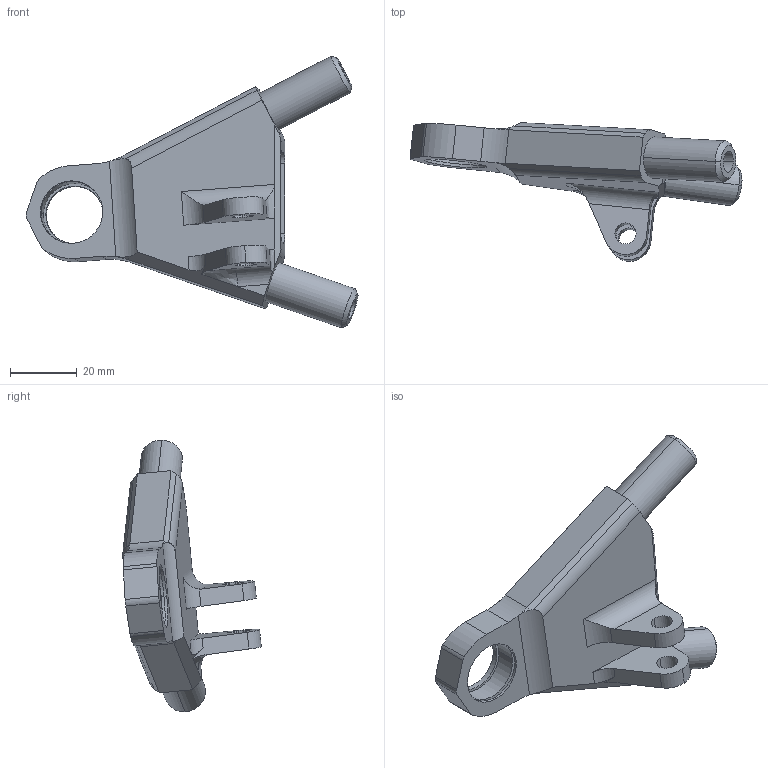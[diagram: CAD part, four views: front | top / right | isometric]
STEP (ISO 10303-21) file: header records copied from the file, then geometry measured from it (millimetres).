
FILE_DESCRIPTION (( 'STEP AP214' ), '1' );
FILE_NAME ('wishbone_end_front_upper_nfr25_STEP.STEP', '2024-12-05T21:37:17', ( '' ), ( '' ), 'SwSTEP 2.0', 'SolidWorks 2024', '' );
FILE_SCHEMA (( 'AUTOMOTIVE_DESIGN' ));
Length unit declared in the file: inch
Products named in the file (1): wishbone_end_front_upper_nfr25_STEP
Bounding box: 99.41 x 41.5 x 81.35 mm (x, y, z)
Volume: 45805.6 mm3; surface area: 13958.1 mm2
Topology: 1 solids, 1 shells, 107 faces, 266 edges, 167 vertices
Faces by surface type: cylinder 51, plane 40, cone 8, sphere 5, bspline 3
Entity records: 3351 total; most frequent: CARTESIAN_POINT 792, DIRECTION 538, ORIENTED_EDGE 524, EDGE_CURVE 262, AXIS2_PLACEMENT_3D 201, VERTEX_POINT 165, LINE 136, VECTOR 136
